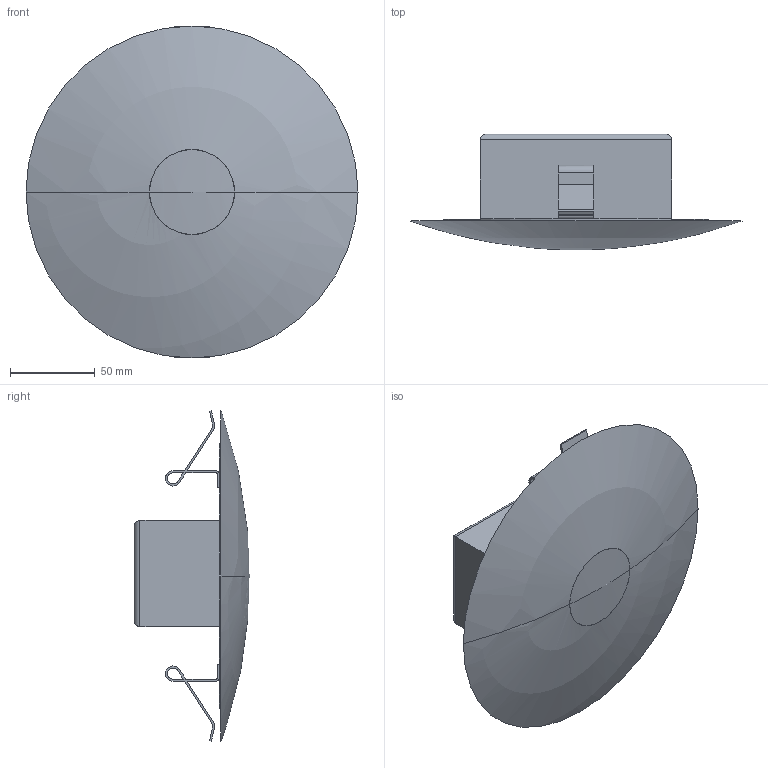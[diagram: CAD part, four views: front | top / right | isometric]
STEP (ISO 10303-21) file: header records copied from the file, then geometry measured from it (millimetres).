
FILE_DESCRIPTION((''),'2;1');
FILE_NAME('DB-CAD1965_RMS_DECKEN_SCHRUMPF','2014-05-28T',('pfolte'),(''),'PRO/ENGINEER BY PARAMETRIC TECHNOLOGY CORPORATION, 2013050','PRO/ENGINEER BY PARAMETRIC TECHNOLOGY CORPORATION, 2013050','');
FILE_SCHEMA(('CONFIG_CONTROL_DESIGN'));
Length unit declared in the file: millimetre
Products named in the file (1): DB-CAD1965_RMS_DECKEN_SCHRUMPF
Bounding box: 195.52 x 68.06 x 195.52 mm (x, y, z)
Volume: 635439.6 mm3; surface area: 86539.9 mm2
Topology: 1 solids, 1 shells, 60 faces, 179 edges, 123 vertices
Faces by surface type: plane 38, cylinder 18, sphere 4
Entity records: 2684 total; most frequent: CARTESIAN_POINT 390, ORIENTED_EDGE 352, DIRECTION 350, PRESENTATION_STYLE_ASSIGNMENT 177, STYLED_ITEM 177, CURVE_STYLE 176, EDGE_CURVE 176, VERTEX_POINT 123
